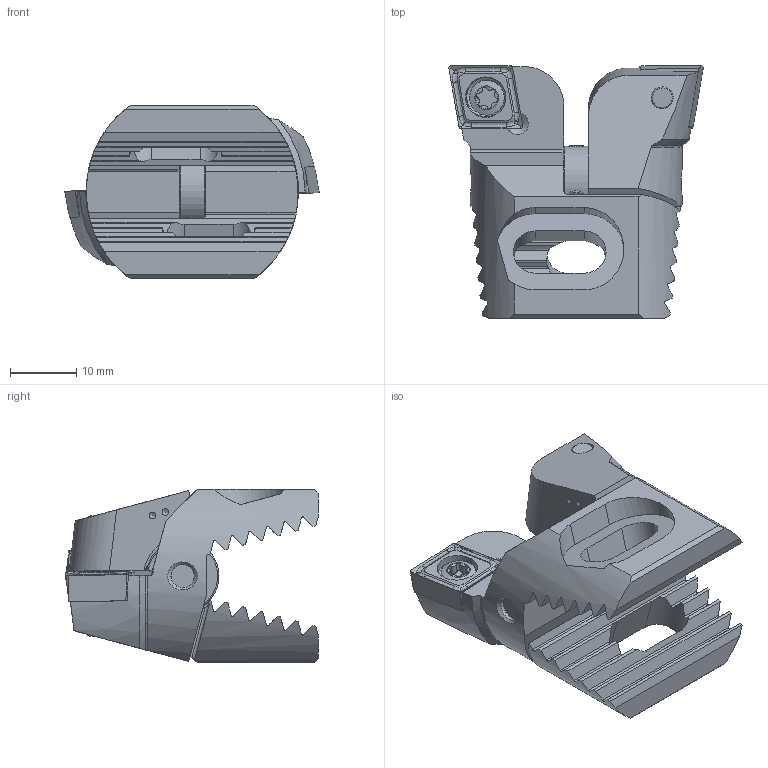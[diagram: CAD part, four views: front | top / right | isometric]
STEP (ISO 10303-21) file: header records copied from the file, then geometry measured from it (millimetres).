
FILE_DESCRIPTION (( 'STEP AP214' ), '1' );
FILE_NAME ('Z32.WCB.B12.021.STEP', '2020-08-14T11:43:56', ( '' ), ( '' ), 'SwSTEP 2.0', 'SolidWorks 2017', '' );
FILE_SCHEMA (( 'AUTOMOTIVE_DESIGN' ));
Length unit declared in the file: millimetre
Products named in the file (8): Z32-WCB.003.021_A; Z32-WCB.001.021_A; CCMT09T304; Z25-ER3.002.004_B; Z32.WCB.B12.021; Z32-ER3.001.030_A; WCB-ER2.001.009_A; ISO 4026 - M3 x 3
Assembly tree (11 placements, depth 2):
  Z32.WCB.B12.021
    Z32-WCB.001.021_A
    Z32-WCB.003.021_A
    ISO 4026 - M3 x 3  x3
    CCMT09T304  x2
    WCB-ER2.001.009_A  x2
    Z32-ER3.001.030_A
    Z25-ER3.002.004_B
Bounding box: 38.42 x 38.15 x 26.2 mm (x, y, z)
Volume: 12355.2 mm3; surface area: 8863.4 mm2
Topology: 11 solids, 11 shells, 401 faces, 1055 edges, 666 vertices
Faces by surface type: plane 193, cylinder 102, cone 68, bspline 24, torus 12, sphere 2
Full cylindrical faces by diameter (mm): 1 x3, 2.5 x3, 3 x5, 3.3 x4, 3.5 x2, 4 x6, 4.4 x2, 5.25 x2, 6.1 x2, 11 x1
Entity records: 11233 total; most frequent: CARTESIAN_POINT 3187, ORIENTED_EDGE 1504, DIRECTION 1242, EDGE_CURVE 752, VERTEX_POINT 516, AXIS2_PLACEMENT_3D 459, EDGE_LOOP 384, FACE_OUTER_BOUND 338
